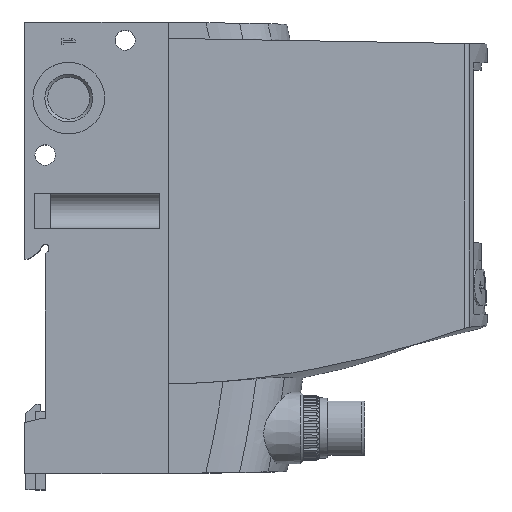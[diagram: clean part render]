
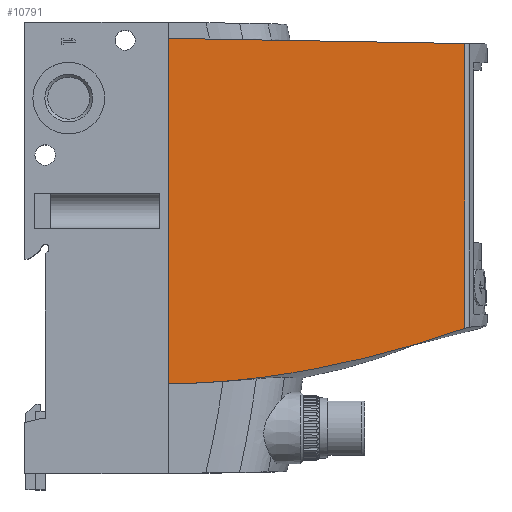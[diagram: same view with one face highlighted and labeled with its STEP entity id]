
A CAD part, top view. The second image highlights one B-rep face of the part: STEP entity #10791.
In plain terms, the highlighted planar face has unit normal (0.018, 0, 1).
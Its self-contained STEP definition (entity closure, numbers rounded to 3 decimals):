
#310=B_SPLINE_CURVE_WITH_KNOTS('',3,(#15418,#15419,#15420,#15421,#15422,
#15423),.UNSPECIFIED.,.F.,.F.,(4,1,1,4),(0.,0.015,
0.031,0.062),.UNSPECIFIED.);
#1121=ORIENTED_EDGE('',*,*,#3364,.T.);
#1122=ORIENTED_EDGE('',*,*,#3365,.T.);
#1123=ORIENTED_EDGE('',*,*,#3366,.F.);
#1124=ORIENTED_EDGE('',*,*,#3367,.T.);
#3364=EDGE_CURVE('',#4456,#4457,#5044,.T.);
#3365=EDGE_CURVE('',#4457,#4458,#5045,.T.);
#3366=EDGE_CURVE('',#4459,#4458,#5046,.T.);
#3367=EDGE_CURVE('',#4459,#4456,#310,.T.);
#4456=VERTEX_POINT('',#15412);
#4457=VERTEX_POINT('',#15413);
#4458=VERTEX_POINT('',#15415);
#4459=VERTEX_POINT('',#15417);
#5044=LINE('',#15411,#5643);
#5045=LINE('',#15414,#5644);
#5046=LINE('',#15416,#5645);
#5643=VECTOR('',#12358,1000.);
#5644=VECTOR('',#12359,1000.);
#5645=VECTOR('',#12360,1000.);
#6284=EDGE_LOOP('',(#1121,#1122,#1123,#1124));
#6830=FACE_BOUND('',#6284,.T.);
#7320=PLANE('',#11354);
#10791=ADVANCED_FACE('',(#6830),#7320,.T.);
#11354=AXIS2_PLACEMENT_3D('',#15410,#12356,#12357);
#12356=DIRECTION('',(0.017,0.,1.));
#12357=DIRECTION('',(1.,0.,-0.017));
#12358=DIRECTION('',(0.,1.,0.));
#12359=DIRECTION('',(-1.,0.017,0.017));
#12360=DIRECTION('',(0.,1.,0.));
#15410=CARTESIAN_POINT('',(29.3,16.668,20.5));
#15411=CARTESIAN_POINT('',(89.649,16.668,19.447));
#15412=CARTESIAN_POINT('',(89.649,29.584,19.447));
#15413=CARTESIAN_POINT('',(89.649,87.615,19.447));
#15414=CARTESIAN_POINT('',(30.556,88.646,20.478));
#15415=CARTESIAN_POINT('',(29.3,88.668,20.5));
#15416=CARTESIAN_POINT('',(29.3,16.668,20.5));
#15417=CARTESIAN_POINT('',(29.3,18.339,20.5));
#15418=CARTESIAN_POINT('',(29.3,18.339,20.5));
#15419=CARTESIAN_POINT('',(34.457,18.324,20.41));
#15420=CARTESIAN_POINT('',(44.727,18.935,20.231));
#15421=CARTESIAN_POINT('',(65.106,22.105,19.875));
#15422=CARTESIAN_POINT('',(79.929,26.173,19.616));
#15423=CARTESIAN_POINT('',(89.649,29.584,19.447));
